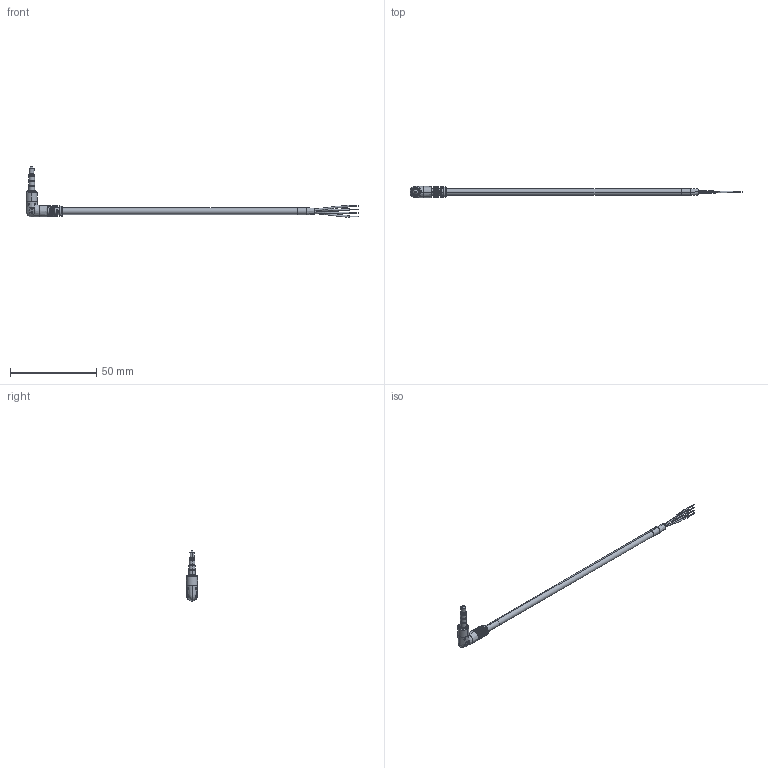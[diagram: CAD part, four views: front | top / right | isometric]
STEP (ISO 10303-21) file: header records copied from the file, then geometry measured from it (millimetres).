
FILE_DESCRIPTION (( 'STEP AP203' ), '1' );
FILE_NAME ('10-02145_revA2.STEP', '2017-05-22T16:49:08', ( '' ), ( '' ), 'SwSTEP 2.0', 'SolidWorks 2015', '' );
FILE_SCHEMA (( 'CONFIG_CONTROL_DESIGN' ));
Length unit declared in the file: millimetre
Products named in the file (4): 10-02145_revA2; 50-00397; 24-00085; 30-00179_s + t
Assembly tree (3 placements, depth 2):
  10-02145_revA2
    30-00179_s + t
    24-00085
    50-00397
Bounding box: 192.5 x 6.5 x 29.18 mm (x, y, z)
Volume: 2925.8 mm3; surface area: 17038.9 mm2
Topology: 111 solids, 111 shells, 898 faces, 1861 edges, 1180 vertices
Faces by surface type: cylinder 408, plane 288, bspline 156, torus 26, cone 20
Entity records: 30665 total; most frequent: CARTESIAN_POINT 11662, DIRECTION 3872, ORIENTED_EDGE 3658, EDGE_CURVE 1829, AXIS2_PLACEMENT_3D 1700, VERTEX_POINT 1180, EDGE_LOOP 1067, CIRCLE 952
